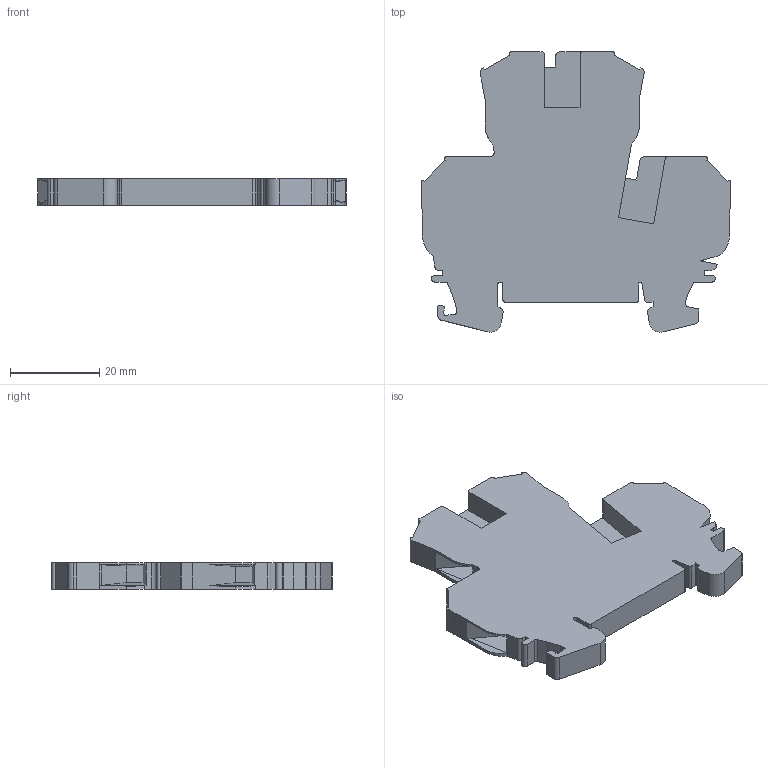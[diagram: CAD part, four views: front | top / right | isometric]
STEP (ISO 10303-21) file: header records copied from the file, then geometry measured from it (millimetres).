
FILE_DESCRIPTION( ( 'STEP AP214' ), '1' );
FILE_NAME( 'CDK4V-20201119.stp', '2022-12-14T12:43:02', ( ' ' ), ( ' ' ), 'XStep 1.0', ' ', ' ' );
FILE_SCHEMA( ( 'CONFIG_CONTROL_DESIGN) ( )' ) );
Length unit declared in the file: metre
Products named in the file (1): CDK4-20201119
Bounding box: 69.01 x 62.71 x 6 mm (x, y, z)
Volume: 15867.5 mm3; surface area: 8671.1 mm2
Topology: 1 solids, 1 shells, 185 faces, 512 edges, 333 vertices
Faces by surface type: plane 127, cylinder 44, bspline 8, extrusion 6
Full cylindrical faces by diameter (mm): 3.5 x4
Entity records: 7664 total; most frequent: CARTESIAN_POINT 1503, ORIENTED_EDGE 1014, DIRECTION 900, EDGE_CURVE 507, VECTOR 378, LINE 372, VERTEX_POINT 332, AXIS2_PLACEMENT_3D 261
